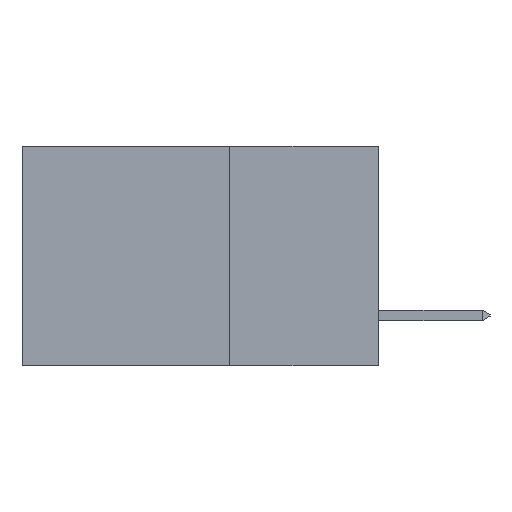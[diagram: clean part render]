
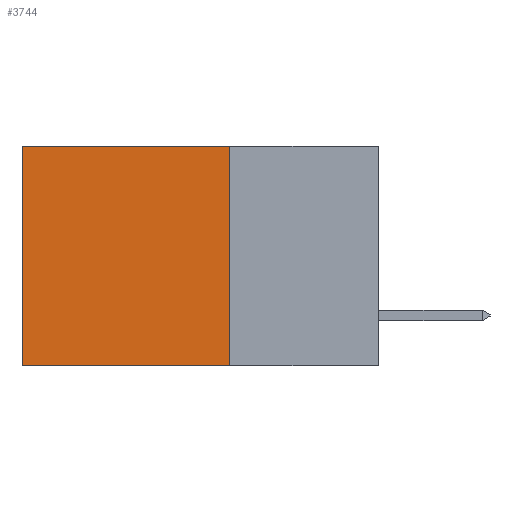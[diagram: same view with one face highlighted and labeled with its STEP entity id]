
A CAD part, left-side view. The second image highlights one B-rep face of the part: STEP entity #3744.
In plain terms, the highlighted planar face has unit normal (-1, 0, 0).
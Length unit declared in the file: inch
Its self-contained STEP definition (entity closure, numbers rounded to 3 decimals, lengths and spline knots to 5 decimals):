
#11 = CARTESIAN_POINT ( 'NONE',  ( 0.298, 0.6, 0. ) ) ;
#195 = PLANE ( 'NONE',  #1149 ) ;
#370 = VERTEX_POINT ( 'NONE', #1924 ) ;
#1149 = AXIS2_PLACEMENT_3D ( 'NONE', #3124, #4313, #2127 ) ;
#1459 = EDGE_CURVE ( 'NONE', #370, #7369, #2959, .T. ) ;
#1924 = CARTESIAN_POINT ( 'NONE',  ( 0.298, 0.25, -0.37 ) ) ;
#2127 = DIRECTION ( 'NONE',  ( 0., 0., -1. ) ) ;
#2959 = LINE ( 'NONE', #7544, #8512 ) ;
#3034 = VERTEX_POINT ( 'NONE', #11 ) ;
#3064 = DIRECTION ( 'NONE',  ( 0., 0., -1. ) ) ;
#3082 = CARTESIAN_POINT ( 'NONE',  ( 0.298, 0.25, 0. ) ) ;
#3124 = CARTESIAN_POINT ( 'NONE',  ( 0.298, 0.25, 0. ) ) ;
#3438 = CARTESIAN_POINT ( 'NONE',  ( 0.298, 0.6, 0. ) ) ;
#3463 = ORIENTED_EDGE ( 'NONE', *, *, #7956, .T. ) ;
#3744 = ADVANCED_FACE ( 'NONE', ( #4371 ), #195, .F. ) ;
#3916 = EDGE_LOOP ( 'NONE', ( #3463, #6933, #5400, #7831 ) ) ;
#4313 = DIRECTION ( 'NONE',  ( 1., 0., 0. ) ) ;
#4371 = FACE_OUTER_BOUND ( 'NONE', #3916, .T. ) ;
#4510 = VECTOR ( 'NONE', #4973, 39.37008 ) ;
#4973 = DIRECTION ( 'NONE',  ( 0., 0., -1. ) ) ;
#5171 = DIRECTION ( 'NONE',  ( 0., 1., 0. ) ) ;
#5400 = ORIENTED_EDGE ( 'NONE', *, *, #8283, .F. ) ;
#5439 = VECTOR ( 'NONE', #3064, 39.37008 ) ;
#5837 = VECTOR ( 'NONE', #5171, 39.37008 ) ;
#6418 = EDGE_CURVE ( 'NONE', #6458, #3034, #7820, .T. ) ;
#6458 = VERTEX_POINT ( 'NONE', #3082 ) ;
#6500 = LINE ( 'NONE', #3438, #4510 ) ;
#6536 = CARTESIAN_POINT ( 'NONE',  ( 0.298, 0.6, -0.37 ) ) ;
#6933 = ORIENTED_EDGE ( 'NONE', *, *, #1459, .F. ) ;
#7369 = VERTEX_POINT ( 'NONE', #6536 ) ;
#7544 = CARTESIAN_POINT ( 'NONE',  ( 0.298, 0.25, -0.37 ) ) ;
#7695 = DIRECTION ( 'NONE',  ( 0., 1., 0. ) ) ;
#7820 = LINE ( 'NONE', #9717, #5837 ) ;
#7831 = ORIENTED_EDGE ( 'NONE', *, *, #6418, .T. ) ;
#7956 = EDGE_CURVE ( 'NONE', #3034, #7369, #6500, .T. ) ;
#8283 = EDGE_CURVE ( 'NONE', #6458, #370, #9461, .T. ) ;
#8352 = CARTESIAN_POINT ( 'NONE',  ( 0.298, 0.25, 0. ) ) ;
#8512 = VECTOR ( 'NONE', #7695, 39.37008 ) ;
#9461 = LINE ( 'NONE', #8352, #5439 ) ;
#9717 = CARTESIAN_POINT ( 'NONE',  ( 0.298, 0.25, 0. ) ) ;
